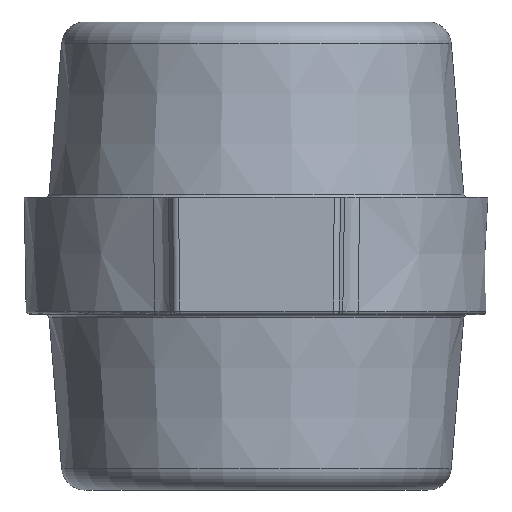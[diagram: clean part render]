
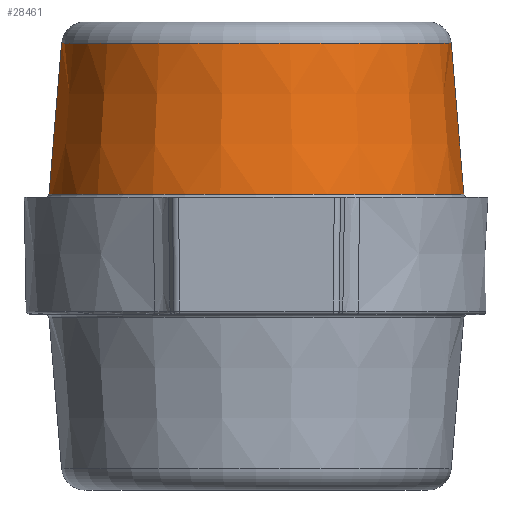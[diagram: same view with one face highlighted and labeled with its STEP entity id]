
A CAD part, front view. The second image highlights one B-rep face of the part: STEP entity #28461.
In plain terms, the highlighted conical face has half-angle 4.764 degrees and reference radius 17.19 mm.
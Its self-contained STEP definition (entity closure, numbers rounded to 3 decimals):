
#1896 = DIRECTION ( 'NONE',  ( -1., 0., 0. ) ) ;
#2976 = EDGE_LOOP ( 'NONE', ( #26450, #4005, #45531, #23278 ) ) ;
#4005 = ORIENTED_EDGE ( 'NONE', *, *, #35730, .F. ) ;
#5968 = CARTESIAN_POINT ( 'NONE',  ( -16.653, 0., 23.166 ) ) ;
#6398 = DIRECTION ( 'NONE',  ( 0., 0., -1. ) ) ;
#6975 = CIRCLE ( 'NONE', #8596, 16.653 ) ;
#8067 = CONICAL_SURFACE ( 'NONE', #36199, 17.19, 0.083 ) ;
#8596 = AXIS2_PLACEMENT_3D ( 'NONE', #45960, #40617, #1896 ) ;
#12333 = DIRECTION ( 'NONE',  ( 0., 0., -1. ) ) ;
#12394 = CARTESIAN_POINT ( 'NONE',  ( 17.727, 0., 10.275 ) ) ;
#14162 = LINE ( 'NONE', #44846, #41650 ) ;
#16890 = AXIS2_PLACEMENT_3D ( 'NONE', #39506, #12333, #39248 ) ;
#17975 = DIRECTION ( 'NONE',  ( 1., 0., 0. ) ) ;
#20127 = CIRCLE ( 'NONE', #16890, 17.727 ) ;
#22822 = EDGE_CURVE ( 'NONE', #36700, #44508, #46864, .T. ) ;
#23278 = ORIENTED_EDGE ( 'NONE', *, *, #47778, .F. ) ;
#25035 = FACE_OUTER_BOUND ( 'NONE', #2976, .T. ) ;
#26450 = ORIENTED_EDGE ( 'NONE', *, *, #22822, .T. ) ;
#27735 = DIRECTION ( 'NONE',  ( -0.083, 0., 0.997 ) ) ;
#27983 = VERTEX_POINT ( 'NONE', #5968 ) ;
#28461 = ADVANCED_FACE ( 'NONE', ( #25035 ), #8067, .T. ) ;
#32480 = CARTESIAN_POINT ( 'NONE',  ( 16.653, 0., 23.166 ) ) ;
#33550 = CARTESIAN_POINT ( 'NONE',  ( 0., 0., 16.721 ) ) ;
#34442 = CARTESIAN_POINT ( 'NONE',  ( -17.727, 0., 10.275 ) ) ;
#35730 = EDGE_CURVE ( 'NONE', #27983, #44508, #6975, .T. ) ;
#36199 = AXIS2_PLACEMENT_3D ( 'NONE', #33550, #6398, #17975 ) ;
#36700 = VERTEX_POINT ( 'NONE', #40995 ) ;
#39248 = DIRECTION ( 'NONE',  ( 1., 0., 0. ) ) ;
#39506 = CARTESIAN_POINT ( 'NONE',  ( 0., 0., 10.275 ) ) ;
#39848 = DIRECTION ( 'NONE',  ( 0.083, 0., 0.997 ) ) ;
#40617 = DIRECTION ( 'NONE',  ( 0., 0., 1. ) ) ;
#40995 = CARTESIAN_POINT ( 'NONE',  ( 17.727, 0., 10.275 ) ) ;
#41650 = VECTOR ( 'NONE', #39848, 1000. ) ;
#42135 = VERTEX_POINT ( 'NONE', #34442 ) ;
#44508 = VERTEX_POINT ( 'NONE', #32480 ) ;
#44846 = CARTESIAN_POINT ( 'NONE',  ( -17.727, 0., 10.275 ) ) ;
#45531 = ORIENTED_EDGE ( 'NONE', *, *, #46086, .F. ) ;
#45960 = CARTESIAN_POINT ( 'NONE',  ( 0., 0., 23.166 ) ) ;
#46086 = EDGE_CURVE ( 'NONE', #42135, #27983, #14162, .T. ) ;
#46864 = LINE ( 'NONE', #12394, #47128 ) ;
#47128 = VECTOR ( 'NONE', #27735, 1000. ) ;
#47778 = EDGE_CURVE ( 'NONE', #36700, #42135, #20127, .T. ) ;
